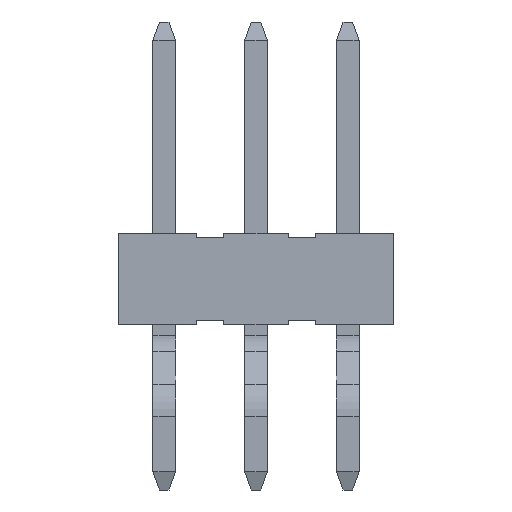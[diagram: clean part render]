
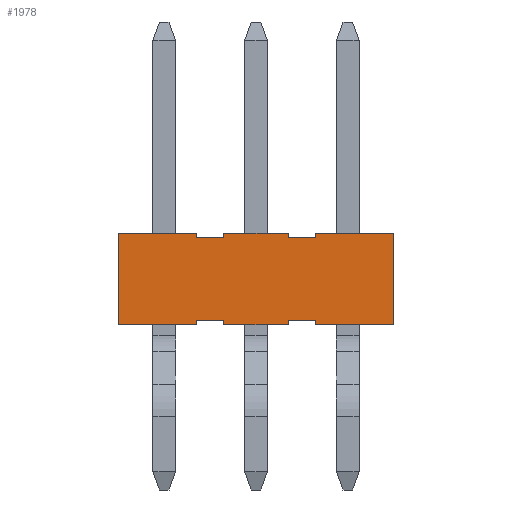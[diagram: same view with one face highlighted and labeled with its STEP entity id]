
A CAD part, front view. The second image highlights one B-rep face of the part: STEP entity #1978.
In plain terms, the highlighted planar face has unit normal (0, -1, 0).
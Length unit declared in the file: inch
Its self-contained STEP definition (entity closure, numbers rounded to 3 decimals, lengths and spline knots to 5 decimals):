
#72=ORIENTED_EDGE('',*,*,#648,.F.);
#73=ORIENTED_EDGE('',*,*,#649,.F.);
#74=ORIENTED_EDGE('',*,*,#650,.F.);
#75=ORIENTED_EDGE('',*,*,#651,.F.);
#76=ORIENTED_EDGE('',*,*,#652,.F.);
#77=ORIENTED_EDGE('',*,*,#653,.F.);
#78=ORIENTED_EDGE('',*,*,#654,.F.);
#79=ORIENTED_EDGE('',*,*,#655,.F.);
#80=ORIENTED_EDGE('',*,*,#656,.T.);
#81=ORIENTED_EDGE('',*,*,#657,.T.);
#82=ORIENTED_EDGE('',*,*,#658,.F.);
#83=ORIENTED_EDGE('',*,*,#659,.F.);
#84=ORIENTED_EDGE('',*,*,#660,.F.);
#85=ORIENTED_EDGE('',*,*,#661,.T.);
#86=ORIENTED_EDGE('',*,*,#662,.F.);
#87=ORIENTED_EDGE('',*,*,#663,.F.);
#88=ORIENTED_EDGE('',*,*,#664,.F.);
#89=ORIENTED_EDGE('',*,*,#665,.T.);
#90=ORIENTED_EDGE('',*,*,#666,.F.);
#91=ORIENTED_EDGE('',*,*,#667,.F.);
#648=EDGE_CURVE('',#936,#937,#1120,.T.);
#649=EDGE_CURVE('',#938,#936,#1121,.T.);
#650=EDGE_CURVE('',#939,#938,#1122,.T.);
#651=EDGE_CURVE('',#940,#939,#1123,.T.);
#652=EDGE_CURVE('',#941,#940,#1124,.T.);
#653=EDGE_CURVE('',#942,#941,#1125,.T.);
#654=EDGE_CURVE('',#943,#942,#1126,.T.);
#655=EDGE_CURVE('',#944,#943,#1127,.T.);
#656=EDGE_CURVE('',#944,#945,#1128,.T.);
#657=EDGE_CURVE('',#945,#946,#1129,.T.);
#658=EDGE_CURVE('',#947,#946,#1130,.T.);
#659=EDGE_CURVE('',#948,#947,#1131,.T.);
#660=EDGE_CURVE('',#949,#948,#1132,.T.);
#661=EDGE_CURVE('',#949,#950,#1133,.T.);
#662=EDGE_CURVE('',#951,#950,#1134,.T.);
#663=EDGE_CURVE('',#952,#951,#1135,.T.);
#664=EDGE_CURVE('',#953,#952,#1136,.T.);
#665=EDGE_CURVE('',#953,#954,#1137,.T.);
#666=EDGE_CURVE('',#955,#954,#1138,.T.);
#667=EDGE_CURVE('',#937,#955,#1139,.T.);
#936=VERTEX_POINT('',#2807);
#937=VERTEX_POINT('',#2808);
#938=VERTEX_POINT('',#2810);
#939=VERTEX_POINT('',#2812);
#940=VERTEX_POINT('',#2814);
#941=VERTEX_POINT('',#2816);
#942=VERTEX_POINT('',#2818);
#943=VERTEX_POINT('',#2820);
#944=VERTEX_POINT('',#2822);
#945=VERTEX_POINT('',#2824);
#946=VERTEX_POINT('',#2826);
#947=VERTEX_POINT('',#2828);
#948=VERTEX_POINT('',#2830);
#949=VERTEX_POINT('',#2832);
#950=VERTEX_POINT('',#2834);
#951=VERTEX_POINT('',#2836);
#952=VERTEX_POINT('',#2838);
#953=VERTEX_POINT('',#2840);
#954=VERTEX_POINT('',#2842);
#955=VERTEX_POINT('',#2844);
#1120=LINE('',#2806,#1384);
#1121=LINE('',#2809,#1385);
#1122=LINE('',#2811,#1386);
#1123=LINE('',#2813,#1387);
#1124=LINE('',#2815,#1388);
#1125=LINE('',#2817,#1389);
#1126=LINE('',#2819,#1390);
#1127=LINE('',#2821,#1391);
#1128=LINE('',#2823,#1392);
#1129=LINE('',#2825,#1393);
#1130=LINE('',#2827,#1394);
#1131=LINE('',#2829,#1395);
#1132=LINE('',#2831,#1396);
#1133=LINE('',#2833,#1397);
#1134=LINE('',#2835,#1398);
#1135=LINE('',#2837,#1399);
#1136=LINE('',#2839,#1400);
#1137=LINE('',#2841,#1401);
#1138=LINE('',#2843,#1402);
#1139=LINE('',#2845,#1403);
#1384=VECTOR('',#2268,39.37008);
#1385=VECTOR('',#2269,39.37008);
#1386=VECTOR('',#2270,39.37008);
#1387=VECTOR('',#2271,39.37008);
#1388=VECTOR('',#2272,39.37008);
#1389=VECTOR('',#2273,39.37008);
#1390=VECTOR('',#2274,39.37008);
#1391=VECTOR('',#2275,39.37008);
#1392=VECTOR('',#2276,39.37008);
#1393=VECTOR('',#2277,39.37008);
#1394=VECTOR('',#2278,39.37008);
#1395=VECTOR('',#2279,39.37008);
#1396=VECTOR('',#2280,39.37008);
#1397=VECTOR('',#2281,39.37008);
#1398=VECTOR('',#2282,39.37008);
#1399=VECTOR('',#2283,39.37008);
#1400=VECTOR('',#2284,39.37008);
#1401=VECTOR('',#2285,39.37008);
#1402=VECTOR('',#2286,39.37008);
#1403=VECTOR('',#2287,39.37008);
#1648=EDGE_LOOP('',(#72,#73,#74,#75,#76,#77,#78,#79,#80,#81,#82,#83,#84,
#85,#86,#87,#88,#89,#90,#91));
#1764=FACE_BOUND('',#1648,.T.);
#1880=PLANE('',#2127);
#1978=ADVANCED_FACE('',(#1764),#1880,.F.);
#2127=AXIS2_PLACEMENT_3D('',#2805,#2266,#2267);
#2266=DIRECTION('',(0.,1.,0.));
#2267=DIRECTION('',(0.,0.,1.));
#2268=DIRECTION('',(0.,0.,1.));
#2269=DIRECTION('',(1.,0.,0.));
#2270=DIRECTION('',(0.,0.,-1.));
#2271=DIRECTION('',(1.,0.,0.));
#2272=DIRECTION('',(0.,0.,1.));
#2273=DIRECTION('',(1.,0.,0.));
#2274=DIRECTION('',(0.,0.,-1.));
#2275=DIRECTION('',(1.,0.,0.));
#2276=DIRECTION('',(0.,0.,-1.));
#2277=DIRECTION('',(1.,0.,0.));
#2278=DIRECTION('',(0.,0.,-1.));
#2279=DIRECTION('',(-1.,0.,0.));
#2280=DIRECTION('',(0.,0.,1.));
#2281=DIRECTION('',(1.,0.,0.));
#2282=DIRECTION('',(0.,0.,-1.));
#2283=DIRECTION('',(-1.,0.,0.));
#2284=DIRECTION('',(0.,0.,1.));
#2285=DIRECTION('',(1.,0.,0.));
#2286=DIRECTION('',(0.,0.,-1.));
#2287=DIRECTION('',(1.,0.,0.));
#2805=CARTESIAN_POINT('',(-0.15,-0.06,0.05));
#2806=CARTESIAN_POINT('',(0.065,-0.06,0.05));
#2807=CARTESIAN_POINT('',(0.065,-0.06,0.045));
#2808=CARTESIAN_POINT('',(0.065,-0.06,0.05));
#2809=CARTESIAN_POINT('',(-0.15,-0.06,0.045));
#2810=CARTESIAN_POINT('',(0.035,-0.06,0.045));
#2811=CARTESIAN_POINT('',(0.035,-0.06,0.05));
#2812=CARTESIAN_POINT('',(0.035,-0.06,0.05));
#2813=CARTESIAN_POINT('',(-0.15,-0.06,0.05));
#2814=CARTESIAN_POINT('',(-0.035,-0.06,0.05));
#2815=CARTESIAN_POINT('',(-0.035,-0.06,0.05));
#2816=CARTESIAN_POINT('',(-0.035,-0.06,0.045));
#2817=CARTESIAN_POINT('',(-0.15,-0.06,0.045));
#2818=CARTESIAN_POINT('',(-0.065,-0.06,0.045));
#2819=CARTESIAN_POINT('',(-0.065,-0.06,0.05));
#2820=CARTESIAN_POINT('',(-0.065,-0.06,0.05));
#2821=CARTESIAN_POINT('',(-0.15,-0.06,0.05));
#2822=CARTESIAN_POINT('',(-0.15,-0.06,0.05));
#2823=CARTESIAN_POINT('',(-0.15,-0.06,0.05));
#2824=CARTESIAN_POINT('',(-0.15,-0.06,-0.05));
#2825=CARTESIAN_POINT('',(-0.15,-0.06,-0.05));
#2826=CARTESIAN_POINT('',(-0.065,-0.06,-0.05));
#2827=CARTESIAN_POINT('',(-0.065,-0.06,0.05));
#2828=CARTESIAN_POINT('',(-0.065,-0.06,-0.045));
#2829=CARTESIAN_POINT('',(-0.15,-0.06,-0.045));
#2830=CARTESIAN_POINT('',(-0.035,-0.06,-0.045));
#2831=CARTESIAN_POINT('',(-0.035,-0.06,0.05));
#2832=CARTESIAN_POINT('',(-0.035,-0.06,-0.05));
#2833=CARTESIAN_POINT('',(-0.15,-0.06,-0.05));
#2834=CARTESIAN_POINT('',(0.035,-0.06,-0.05));
#2835=CARTESIAN_POINT('',(0.035,-0.06,0.05));
#2836=CARTESIAN_POINT('',(0.035,-0.06,-0.045));
#2837=CARTESIAN_POINT('',(-0.15,-0.06,-0.045));
#2838=CARTESIAN_POINT('',(0.065,-0.06,-0.045));
#2839=CARTESIAN_POINT('',(0.065,-0.06,0.05));
#2840=CARTESIAN_POINT('',(0.065,-0.06,-0.05));
#2841=CARTESIAN_POINT('',(-0.15,-0.06,-0.05));
#2842=CARTESIAN_POINT('',(0.15,-0.06,-0.05));
#2843=CARTESIAN_POINT('',(0.15,-0.06,0.05));
#2844=CARTESIAN_POINT('',(0.15,-0.06,0.05));
#2845=CARTESIAN_POINT('',(-0.15,-0.06,0.05));
